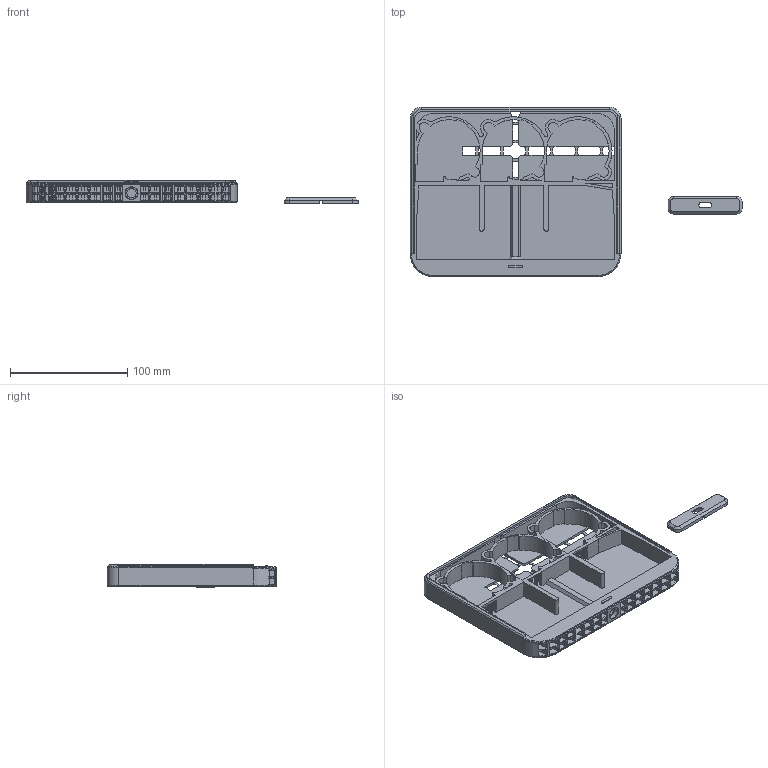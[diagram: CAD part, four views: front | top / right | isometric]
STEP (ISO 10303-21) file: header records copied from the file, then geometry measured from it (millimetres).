
FILE_DESCRIPTION(/* description */ (''),/* implementation_level */ '2;1');
FILE_NAME(/* name */ 'THE_FILTER_FYSETC_EDITION v1.step',/* time_stamp */ '2022-12-24T10:42:24-08:00',/* author */ (''),/* organization */ (''),/* preprocessor_version */ 'ST-DEVELOPER v19.2',/* originating_system */ 'Autodesk Translation Framework v11.17.0.187',/* authorisation */ '');
FILE_SCHEMA (('AUTOMOTIVE_DESIGN { 1 0 10303 214 3 1 1 }'));
Length unit declared in the file: millimetre
Products named in the file (3): THE_FILTER_FYSETC_EDITION; Filter Body; solder-jig
Assembly tree (2 placements, depth 2):
  THE_FILTER_FYSETC_EDITION
    Filter Body
    solder-jig
Bounding box: 283.17 x 144.64 x 20 mm (x, y, z)
Volume: 145536.6 mm3; surface area: 104050.9 mm2
Topology: 2 solids, 2 shells, 789 faces, 2383 edges, 1517 vertices
Faces by surface type: plane 664, cylinder 86, cone 39
Full cylindrical faces by diameter (mm): 8 x1, 10.3 x1, 10.5 x1
Entity records: 26599 total; most frequent: CARTESIAN_POINT 4832, ORIENTED_EDGE 4766, DIRECTION 4173, EDGE_CURVE 2383, LINE 2069, VECTOR 2069, VERTEX_POINT 1517, AXIS2_PLACEMENT_3D 1052
